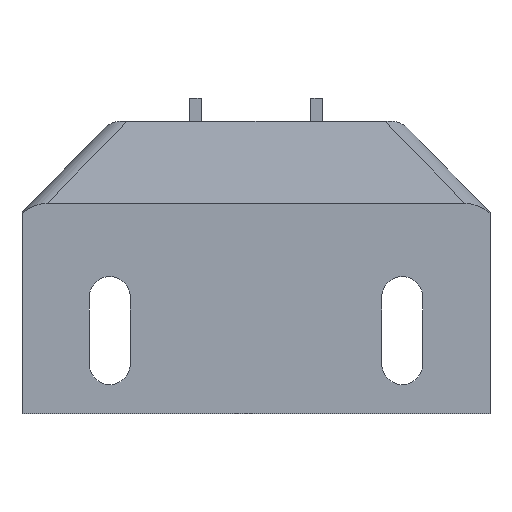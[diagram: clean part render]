
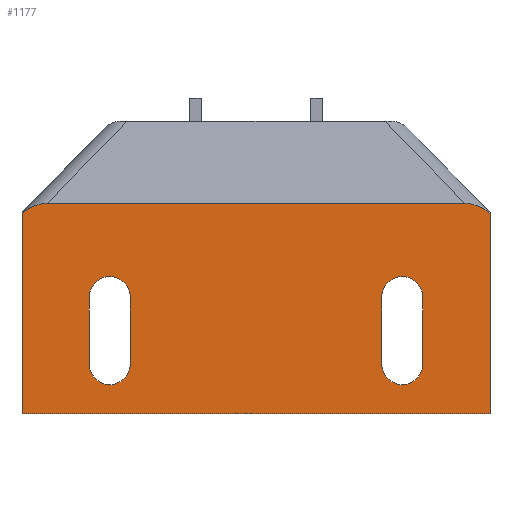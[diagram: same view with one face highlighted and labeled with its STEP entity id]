
A CAD part, left-side view. The second image highlights one B-rep face of the part: STEP entity #1177.
In plain terms, the highlighted planar face has unit normal (-1, 0, 0).
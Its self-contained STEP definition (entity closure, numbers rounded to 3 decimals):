
#27=FACE_BOUND('',#154,.T.);
#28=FACE_BOUND('',#155,.T.);
#35=CIRCLE('',#1261,3.5);
#36=CIRCLE('',#1262,3.5);
#37=CIRCLE('',#1263,3.5);
#38=CIRCLE('',#1264,3.5);
#47=PLANE('',#1259);
#91=FACE_OUTER_BOUND('',#153,.T.);
#153=EDGE_LOOP('',(#815,#816,#817,#818,#819,#820));
#154=EDGE_LOOP('',(#821,#822,#823,#824));
#155=EDGE_LOOP('',(#825,#826,#827,#828));
#221=ELLIPSE('',#1253,6.346,5.);
#226=ELLIPSE('',#1260,6.346,5.);
#249=LINE('',#1704,#383);
#250=LINE('',#1708,#384);
#251=LINE('',#1710,#385);
#252=LINE('',#1711,#386);
#253=LINE('',#1716,#387);
#254=LINE('',#1719,#388);
#255=LINE('',#1724,#389);
#256=LINE('',#1727,#390);
#383=VECTOR('',#1373,10.);
#384=VECTOR('',#1376,10.);
#385=VECTOR('',#1377,10.);
#386=VECTOR('',#1378,10.);
#387=VECTOR('',#1381,10.);
#388=VECTOR('',#1384,10.);
#389=VECTOR('',#1387,10.);
#390=VECTOR('',#1390,10.);
#514=VERTEX_POINT('',#1685);
#515=VERTEX_POINT('',#1687);
#521=VERTEX_POINT('',#1703);
#522=VERTEX_POINT('',#1705);
#523=VERTEX_POINT('',#1707);
#524=VERTEX_POINT('',#1709);
#525=VERTEX_POINT('',#1712);
#526=VERTEX_POINT('',#1713);
#527=VERTEX_POINT('',#1715);
#528=VERTEX_POINT('',#1717);
#529=VERTEX_POINT('',#1720);
#530=VERTEX_POINT('',#1721);
#531=VERTEX_POINT('',#1723);
#532=VERTEX_POINT('',#1725);
#630=EDGE_CURVE('',#514,#515,#221,.T.);
#638=EDGE_CURVE('',#521,#514,#249,.T.);
#639=EDGE_CURVE('',#522,#521,#226,.T.);
#640=EDGE_CURVE('',#523,#522,#250,.T.);
#641=EDGE_CURVE('',#524,#523,#251,.T.);
#642=EDGE_CURVE('',#515,#524,#252,.T.);
#643=EDGE_CURVE('',#525,#526,#35,.T.);
#644=EDGE_CURVE('',#527,#525,#253,.T.);
#645=EDGE_CURVE('',#528,#527,#36,.T.);
#646=EDGE_CURVE('',#526,#528,#254,.T.);
#647=EDGE_CURVE('',#529,#530,#37,.T.);
#648=EDGE_CURVE('',#531,#529,#255,.T.);
#649=EDGE_CURVE('',#532,#531,#38,.T.);
#650=EDGE_CURVE('',#530,#532,#256,.T.);
#815=ORIENTED_EDGE('',*,*,#630,.F.);
#816=ORIENTED_EDGE('',*,*,#638,.F.);
#817=ORIENTED_EDGE('',*,*,#639,.F.);
#818=ORIENTED_EDGE('',*,*,#640,.F.);
#819=ORIENTED_EDGE('',*,*,#641,.F.);
#820=ORIENTED_EDGE('',*,*,#642,.F.);
#821=ORIENTED_EDGE('',*,*,#643,.F.);
#822=ORIENTED_EDGE('',*,*,#644,.F.);
#823=ORIENTED_EDGE('',*,*,#645,.F.);
#824=ORIENTED_EDGE('',*,*,#646,.F.);
#825=ORIENTED_EDGE('',*,*,#647,.F.);
#826=ORIENTED_EDGE('',*,*,#648,.F.);
#827=ORIENTED_EDGE('',*,*,#649,.F.);
#828=ORIENTED_EDGE('',*,*,#650,.F.);
#1177=ADVANCED_FACE('',(#91,#27,#28),#47,.F.);
#1253=AXIS2_PLACEMENT_3D('',#1688,#1356,#1357);
#1259=AXIS2_PLACEMENT_3D('',#1702,#1371,#1372);
#1260=AXIS2_PLACEMENT_3D('',#1706,#1374,#1375);
#1261=AXIS2_PLACEMENT_3D('',#1714,#1379,#1380);
#1262=AXIS2_PLACEMENT_3D('',#1718,#1382,#1383);
#1263=AXIS2_PLACEMENT_3D('',#1722,#1385,#1386);
#1264=AXIS2_PLACEMENT_3D('',#1726,#1388,#1389);
#1356=DIRECTION('center_axis',(1.,0.,0.));
#1357=DIRECTION('ref_axis',(0.,0.698,0.716));
#1371=DIRECTION('center_axis',(1.,0.,0.));
#1372=DIRECTION('ref_axis',(0.,1.,0.));
#1373=DIRECTION('',(0.,-1.,0.));
#1374=DIRECTION('center_axis',(1.,0.,0.));
#1375=DIRECTION('ref_axis',(0.,-0.698,0.716));
#1376=DIRECTION('',(0.,0.,1.));
#1377=DIRECTION('',(0.,1.,0.));
#1378=DIRECTION('',(0.,0.,-1.));
#1379=DIRECTION('center_axis',(-1.,0.,0.));
#1380=DIRECTION('ref_axis',(0.,1.,0.));
#1381=DIRECTION('',(0.,0.,1.));
#1382=DIRECTION('center_axis',(-1.,0.,0.));
#1383=DIRECTION('ref_axis',(0.,1.,0.));
#1384=DIRECTION('',(0.,0.,-1.));
#1385=DIRECTION('center_axis',(-1.,0.,0.));
#1386=DIRECTION('ref_axis',(0.,1.,0.));
#1387=DIRECTION('',(0.,0.,-1.));
#1388=DIRECTION('center_axis',(-1.,0.,0.));
#1389=DIRECTION('ref_axis',(0.,1.,0.));
#1390=DIRECTION('',(0.,0.,1.));
#1685=CARTESIAN_POINT('',(0.,4.301,36.));
#1687=CARTESIAN_POINT('',(0.,0.,34.326));
#1688=CARTESIAN_POINT('Origin',(0.,2.968,30.269));
#1702=CARTESIAN_POINT('Origin',(0.,40.,25.));
#1703=CARTESIAN_POINT('',(0.,75.699,36.));
#1704=CARTESIAN_POINT('',(0.,60.,36.));
#1705=CARTESIAN_POINT('',(0.,80.,34.326));
#1706=CARTESIAN_POINT('Origin',(0.,77.032,30.269));
#1707=CARTESIAN_POINT('',(0.,80.,0.));
#1708=CARTESIAN_POINT('',(0.,80.,0.));
#1709=CARTESIAN_POINT('',(0.,0.,0.));
#1710=CARTESIAN_POINT('',(0.,0.,0.));
#1711=CARTESIAN_POINT('',(0.,0.,50.));
#1712=CARTESIAN_POINT('',(0.,61.5,20.));
#1713=CARTESIAN_POINT('',(0.,68.5,20.));
#1714=CARTESIAN_POINT('Origin',(0.,65.,20.));
#1715=CARTESIAN_POINT('',(0.,61.5,8.5));
#1716=CARTESIAN_POINT('',(0.,61.5,20.));
#1717=CARTESIAN_POINT('',(0.,68.5,8.5));
#1718=CARTESIAN_POINT('Origin',(0.,65.,8.5));
#1719=CARTESIAN_POINT('',(0.,68.5,20.));
#1720=CARTESIAN_POINT('',(0.,18.5,8.5));
#1721=CARTESIAN_POINT('',(0.,11.5,8.5));
#1722=CARTESIAN_POINT('Origin',(0.,15.,8.5));
#1723=CARTESIAN_POINT('',(0.,18.5,20.));
#1724=CARTESIAN_POINT('',(0.,18.5,8.5));
#1725=CARTESIAN_POINT('',(0.,11.5,20.));
#1726=CARTESIAN_POINT('Origin',(0.,15.,20.));
#1727=CARTESIAN_POINT('',(0.,11.5,8.5));
